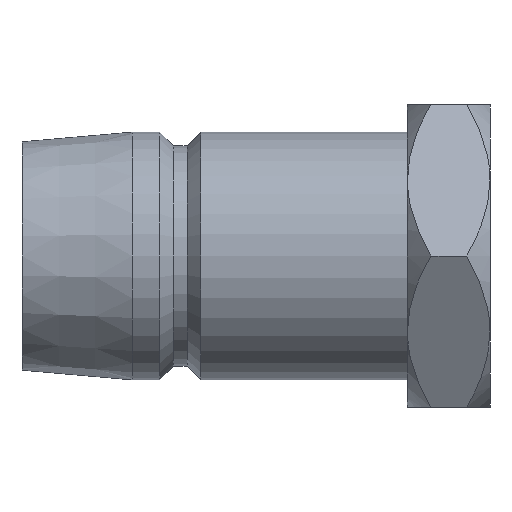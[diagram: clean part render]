
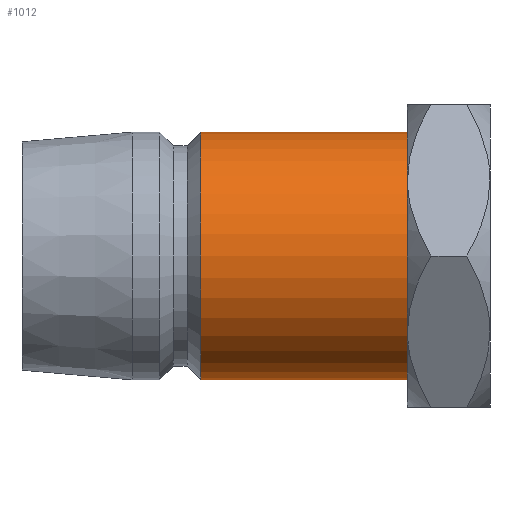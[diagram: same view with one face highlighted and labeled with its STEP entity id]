
A CAD part, front view. The second image highlights one B-rep face of the part: STEP entity #1012.
In plain terms, the highlighted cylindrical face has radius 4.5 mm (diameter 9 mm), a partial arc.
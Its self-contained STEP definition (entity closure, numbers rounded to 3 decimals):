
#55 = VERTEX_POINT ( 'NONE', #761 ) ;
#90 = CIRCLE ( 'NONE', #501, 4.5 ) ;
#94 = VERTEX_POINT ( 'NONE', #941 ) ;
#95 = VERTEX_POINT ( 'NONE', #371 ) ;
#109 = EDGE_CURVE ( 'NONE', #95, #94, #270, .T. ) ;
#110 = DIRECTION ( 'NONE',  ( -1., 0., 0. ) ) ;
#132 = AXIS2_PLACEMENT_3D ( 'NONE', #525, #864, #1034 ) ;
#141 = CARTESIAN_POINT ( 'NONE',  ( 6.5, 0., 0. ) ) ;
#150 = AXIS2_PLACEMENT_3D ( 'NONE', #141, #978, #230 ) ;
#189 = DIRECTION ( 'NONE',  ( -1., 0., 0. ) ) ;
#216 = ORIENTED_EDGE ( 'NONE', *, *, #740, .F. ) ;
#230 = DIRECTION ( 'NONE',  ( 0., 0., 1. ) ) ;
#232 = EDGE_LOOP ( 'NONE', ( #648, #594, #435, #216 ) ) ;
#270 = LINE ( 'NONE', #606, #325 ) ;
#288 = VERTEX_POINT ( 'NONE', #398 ) ;
#310 = DIRECTION ( 'NONE',  ( -1., 0., 0. ) ) ;
#325 = VECTOR ( 'NONE', #189, 1000. ) ;
#353 = EDGE_CURVE ( 'NONE', #55, #95, #90, .T. ) ;
#371 = CARTESIAN_POINT ( 'NONE',  ( 14., 0., 4.5 ) ) ;
#398 = CARTESIAN_POINT ( 'NONE',  ( 6.5, 0., -4.5 ) ) ;
#435 = ORIENTED_EDGE ( 'NONE', *, *, #109, .T. ) ;
#461 = FACE_OUTER_BOUND ( 'NONE', #232, .T. ) ;
#501 = AXIS2_PLACEMENT_3D ( 'NONE', #776, #110, #683 ) ;
#525 = CARTESIAN_POINT ( 'NONE',  ( 0., 0., 0. ) ) ;
#563 = CARTESIAN_POINT ( 'NONE',  ( 0., 0., -4.5 ) ) ;
#594 = ORIENTED_EDGE ( 'NONE', *, *, #353, .T. ) ;
#606 = CARTESIAN_POINT ( 'NONE',  ( 0., 0., 4.5 ) ) ;
#648 = ORIENTED_EDGE ( 'NONE', *, *, #724, .F. ) ;
#652 = LINE ( 'NONE', #563, #700 ) ;
#683 = DIRECTION ( 'NONE',  ( 0., 0., 1. ) ) ;
#700 = VECTOR ( 'NONE', #310, 1000. ) ;
#724 = EDGE_CURVE ( 'NONE', #55, #288, #652, .T. ) ;
#740 = EDGE_CURVE ( 'NONE', #288, #94, #836, .T. ) ;
#761 = CARTESIAN_POINT ( 'NONE',  ( 14., 0., -4.5 ) ) ;
#776 = CARTESIAN_POINT ( 'NONE',  ( 14., 0., 0. ) ) ;
#785 = CYLINDRICAL_SURFACE ( 'NONE', #132, 4.5 ) ;
#836 = CIRCLE ( 'NONE', #150, 4.5 ) ;
#864 = DIRECTION ( 'NONE',  ( -1., 0., 0. ) ) ;
#941 = CARTESIAN_POINT ( 'NONE',  ( 6.5, 0., 4.5 ) ) ;
#978 = DIRECTION ( 'NONE',  ( -1., 0., 0. ) ) ;
#1012 = ADVANCED_FACE ( 'NONE', ( #461 ), #785, .T. ) ;
#1034 = DIRECTION ( 'NONE',  ( 0., 0., 1. ) ) ;
